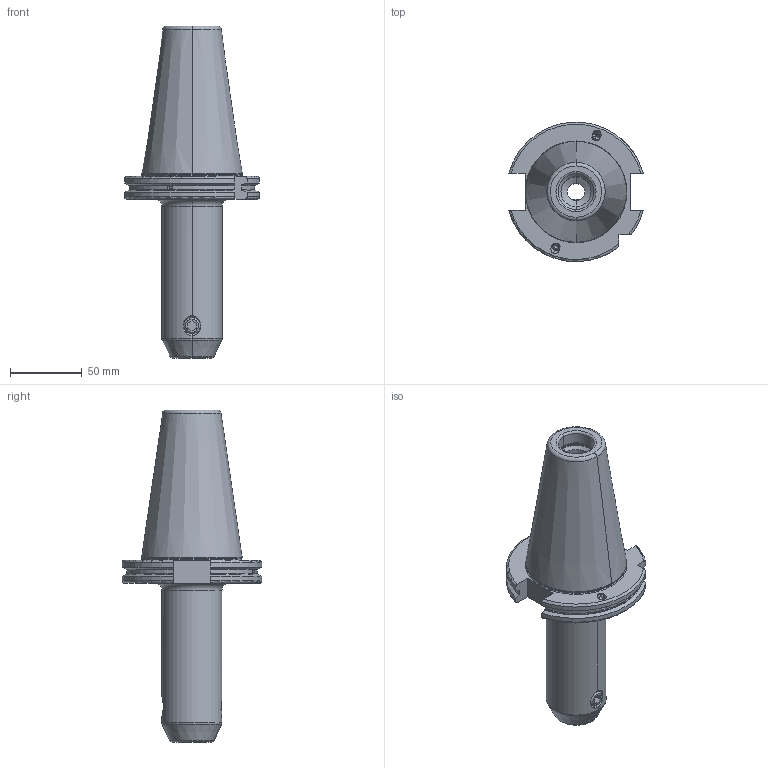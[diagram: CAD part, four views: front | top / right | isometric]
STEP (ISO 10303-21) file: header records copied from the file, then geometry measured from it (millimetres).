
FILE_DESCRIPTION((''),'2;1');
FILE_NAME('503_04_12_130','2021-03-30T',('103090'),(''),'CREO PARAMETRIC BY PTC INC, 2016260','CREO PARAMETRIC BY PTC INC, 2016260','');
FILE_SCHEMA(('CONFIG_CONTROL_DESIGN'));
Length unit declared in the file: millimetre
Products named in the file (1): 503_04_12_130
Bounding box: 94.05 x 97.31 x 231.75 mm (x, y, z)
Volume: 441132.6 mm3; surface area: 64043.8 mm2
Topology: 1 solids, 1 shells, 181 faces, 456 edges, 277 vertices
Faces by surface type: plane 50, cylinder 49, cone 46, torus 34, sphere 2
Entity records: 6026 total; most frequent: CARTESIAN_POINT 1733, DIRECTION 895, ORIENTED_EDGE 892, EDGE_CURVE 446, AXIS2_PLACEMENT_3D 357, VERTEX_POINT 273, EDGE_LOOP 193, VECTOR 181
